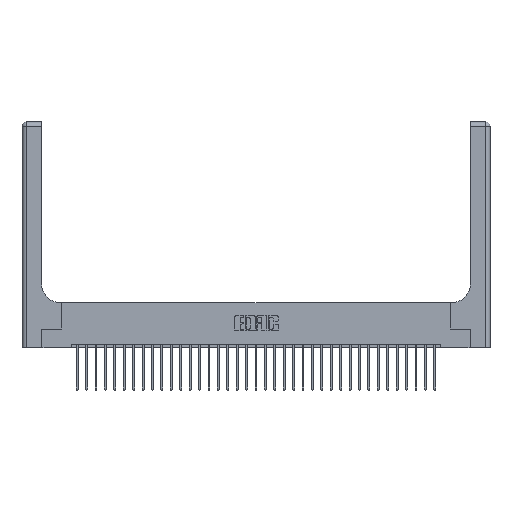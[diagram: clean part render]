
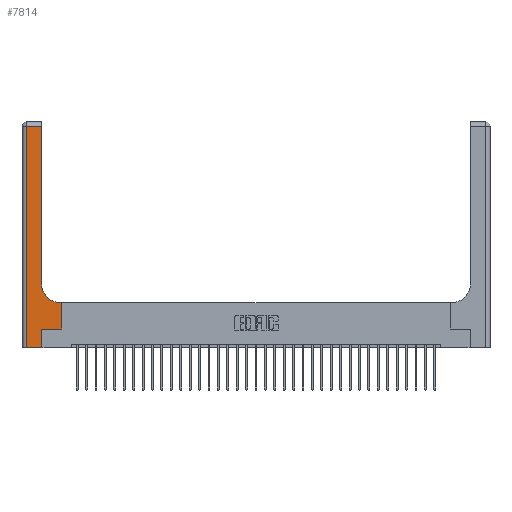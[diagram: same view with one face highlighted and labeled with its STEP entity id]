
A CAD part, top view. The second image highlights one B-rep face of the part: STEP entity #7814.
In plain terms, the highlighted planar face has unit normal (0, 0, 1).
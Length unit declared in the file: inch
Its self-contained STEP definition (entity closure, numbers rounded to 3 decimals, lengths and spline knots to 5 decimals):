
#453 = DIRECTION ( 'NONE',  ( -1., 0., 0. ) ) ;
#755 = LINE ( 'NONE', #8250, #20049 ) ;
#1038 = LINE ( 'NONE', #5518, #11866 ) ;
#1769 = DIRECTION ( 'NONE',  ( 1., 0., 0. ) ) ;
#2147 = VECTOR ( 'NONE', #453, 39.37008 ) ;
#2268 = CARTESIAN_POINT ( 'NONE',  ( 0.528, 0.25, 0.37 ) ) ;
#3165 = DIRECTION ( 'NONE',  ( 0., -1., 0. ) ) ;
#3623 = VERTEX_POINT ( 'NONE', #25585 ) ;
#3926 = VERTEX_POINT ( 'NONE', #12632 ) ;
#4901 = EDGE_CURVE ( 'NONE', #16194, #11221, #11801, .T. ) ;
#5034 = EDGE_CURVE ( 'NONE', #6557, #16194, #755, .T. ) ;
#5219 = LINE ( 'NONE', #29482, #10759 ) ;
#5256 = CARTESIAN_POINT ( 'NONE',  ( 0.06, 3., 0.37 ) ) ;
#5518 = CARTESIAN_POINT ( 'NONE',  ( 0.265, 0.25, 0.37 ) ) ;
#5701 = ORIENTED_EDGE ( 'NONE', *, *, #19410, .T. ) ;
#5845 = LINE ( 'NONE', #25787, #9779 ) ;
#5979 = ORIENTED_EDGE ( 'NONE', *, *, #11427, .T. ) ;
#6557 = VERTEX_POINT ( 'NONE', #20696 ) ;
#6780 = CARTESIAN_POINT ( 'NONE',  ( 0.26, 0.85, 0.37 ) ) ;
#7610 = DIRECTION ( 'NONE',  ( -1., 0., 0. ) ) ;
#7814 = ADVANCED_FACE ( 'NONE', ( #22943 ), #13205, .F. ) ;
#8093 = CARTESIAN_POINT ( 'NONE',  ( 0., 2.94, 0.37 ) ) ;
#8250 = CARTESIAN_POINT ( 'NONE',  ( 0., 0., 0.37 ) ) ;
#8487 = ORIENTED_EDGE ( 'NONE', *, *, #19164, .T. ) ;
#8839 = ORIENTED_EDGE ( 'NONE', *, *, #30511, .T. ) ;
#8977 = EDGE_CURVE ( 'NONE', #11221, #3926, #1038, .T. ) ;
#9779 = VECTOR ( 'NONE', #13327, 39.37008 ) ;
#10487 = LINE ( 'NONE', #8093, #2147 ) ;
#10759 = VECTOR ( 'NONE', #7610, 39.37008 ) ;
#10980 = CARTESIAN_POINT ( 'NONE',  ( 0., 3., 0.37 ) ) ;
#11083 = VECTOR ( 'NONE', #3165, 39.37008 ) ;
#11221 = VERTEX_POINT ( 'NONE', #16751 ) ;
#11427 = EDGE_CURVE ( 'NONE', #30100, #6557, #29514, .T. ) ;
#11801 = LINE ( 'NONE', #21682, #17002 ) ;
#11866 = VECTOR ( 'NONE', #20498, 39.37008 ) ;
#12317 = LINE ( 'NONE', #2268, #14785 ) ;
#12325 = ORIENTED_EDGE ( 'NONE', *, *, #21151, .T. ) ;
#12632 = CARTESIAN_POINT ( 'NONE',  ( 0.528, 0.25, 0.37 ) ) ;
#13047 = DIRECTION ( 'NONE',  ( 0., 0., -1. ) ) ;
#13205 = PLANE ( 'NONE',  #20290 ) ;
#13327 = DIRECTION ( 'NONE',  ( 0., 1., 0. ) ) ;
#13892 = CARTESIAN_POINT ( 'NONE',  ( 0.26, 2.94, 0.37 ) ) ;
#13988 = VERTEX_POINT ( 'NONE', #6780 ) ;
#14103 = ORIENTED_EDGE ( 'NONE', *, *, #5034, .T. ) ;
#14785 = VECTOR ( 'NONE', #19487, 39.37008 ) ;
#15277 = CARTESIAN_POINT ( 'NONE',  ( 0.06, 2.94, 0.37 ) ) ;
#15503 = VERTEX_POINT ( 'NONE', #21960 ) ;
#16139 = CARTESIAN_POINT ( 'NONE',  ( 0.51, 0.85, 0.37 ) ) ;
#16194 = VERTEX_POINT ( 'NONE', #16600 ) ;
#16372 = AXIS2_PLACEMENT_3D ( 'NONE', #16139, #26021, #1769 ) ;
#16600 = CARTESIAN_POINT ( 'NONE',  ( 0.265, 0., 0.37 ) ) ;
#16751 = CARTESIAN_POINT ( 'NONE',  ( 0.265, 0.25, 0.37 ) ) ;
#17002 = VECTOR ( 'NONE', #23918, 39.37008 ) ;
#17065 = EDGE_LOOP ( 'NONE', ( #8839, #12325, #5979, #14103, #26879, #18237, #8487, #29561, #5701 ) ) ;
#18237 = ORIENTED_EDGE ( 'NONE', *, *, #8977, .T. ) ;
#19164 = EDGE_CURVE ( 'NONE', #3926, #3623, #12317, .T. ) ;
#19318 = VERTEX_POINT ( 'NONE', #13892 ) ;
#19410 = EDGE_CURVE ( 'NONE', #15503, #13988, #30121, .T. ) ;
#19487 = DIRECTION ( 'NONE',  ( 0., 1., 0. ) ) ;
#20040 = EDGE_CURVE ( 'NONE', #3623, #15503, #5219, .T. ) ;
#20049 = VECTOR ( 'NONE', #30113, 39.37008 ) ;
#20290 = AXIS2_PLACEMENT_3D ( 'NONE', #10980, #13047, #30287 ) ;
#20498 = DIRECTION ( 'NONE',  ( 1., 0., 0. ) ) ;
#20696 = CARTESIAN_POINT ( 'NONE',  ( 0.06, 0., 0.37 ) ) ;
#21151 = EDGE_CURVE ( 'NONE', #19318, #30100, #10487, .T. ) ;
#21682 = CARTESIAN_POINT ( 'NONE',  ( 0.265, 0., 0.37 ) ) ;
#21960 = CARTESIAN_POINT ( 'NONE',  ( 0.51, 0.6, 0.37 ) ) ;
#22943 = FACE_OUTER_BOUND ( 'NONE', #17065, .T. ) ;
#23918 = DIRECTION ( 'NONE',  ( 0., 1., 0. ) ) ;
#25585 = CARTESIAN_POINT ( 'NONE',  ( 0.528, 0.6, 0.37 ) ) ;
#25787 = CARTESIAN_POINT ( 'NONE',  ( 0.26, 3., 0.37 ) ) ;
#26021 = DIRECTION ( 'NONE',  ( 0., 0., -1. ) ) ;
#26879 = ORIENTED_EDGE ( 'NONE', *, *, #4901, .T. ) ;
#29482 = CARTESIAN_POINT ( 'NONE',  ( 0.26, 0.6, 0.37 ) ) ;
#29514 = LINE ( 'NONE', #5256, #11083 ) ;
#29561 = ORIENTED_EDGE ( 'NONE', *, *, #20040, .T. ) ;
#30100 = VERTEX_POINT ( 'NONE', #15277 ) ;
#30113 = DIRECTION ( 'NONE',  ( 1., 0., 0. ) ) ;
#30121 = CIRCLE ( 'NONE', #16372, 0.25 ) ;
#30287 = DIRECTION ( 'NONE',  ( -1., 0., 0. ) ) ;
#30511 = EDGE_CURVE ( 'NONE', #13988, #19318, #5845, .T. ) ;
